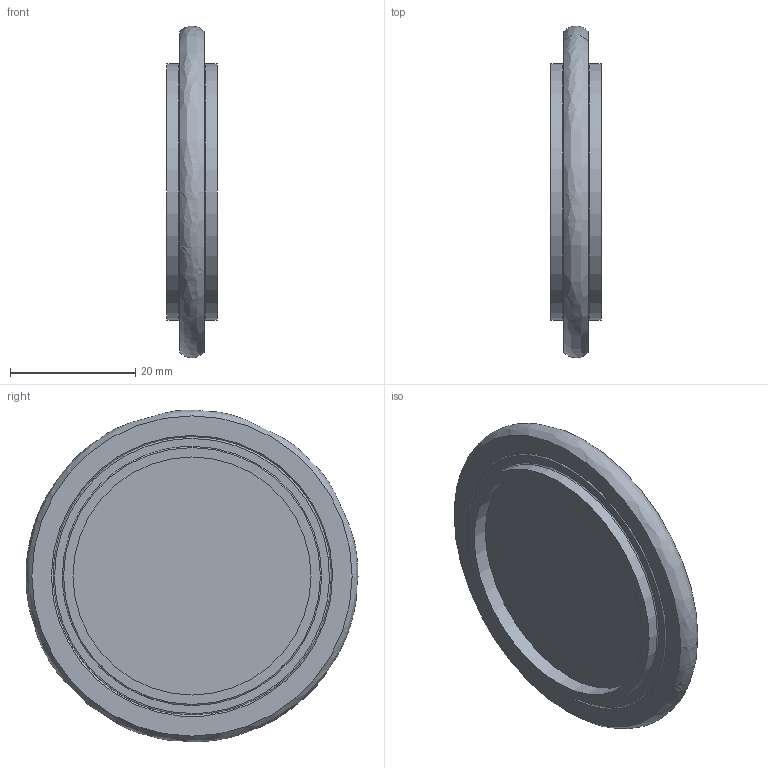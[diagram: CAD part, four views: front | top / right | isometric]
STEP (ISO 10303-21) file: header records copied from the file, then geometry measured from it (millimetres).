
FILE_DESCRIPTION (( 'STEP AP214' ), '1' );
FILE_NAME ('FULLVAC AF1KF40002.STEP', '2019-03-29T13:38:10', ( '' ), ( '' ), 'SwSTEP 2.0', 'SolidWorks 2017', '' );
FILE_SCHEMA (( 'AUTOMOTIVE_DESIGN' ));
Length unit declared in the file: millimetre
Products named in the file (1): FULLVAC AF1KF40002
Bounding box: 8 x 53 x 53 mm (x, y, z)
Volume: 7762.7 mm3; surface area: 6821.9 mm2
Topology: 1 solids, 1 shells, 21 faces, 44 edges, 32 vertices
Faces by surface type: plane 9, cylinder 5, bspline 5, torus 2
Full cylindrical faces by diameter (mm): 38 x1, 40 x1, 40.2 x1, 41 x2
Entity records: 1252 total; most frequent: CARTESIAN_POINT 855, DIRECTION 70, ORIENTED_EDGE 56, EDGE_LOOP 40, AXIS2_PLACEMENT_3D 35, FACE_OUTER_BOUND 33, VERTEX_POINT 28, EDGE_CURVE 28
